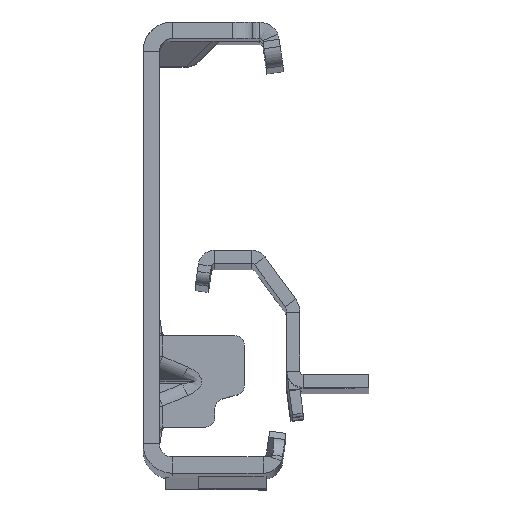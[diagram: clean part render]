
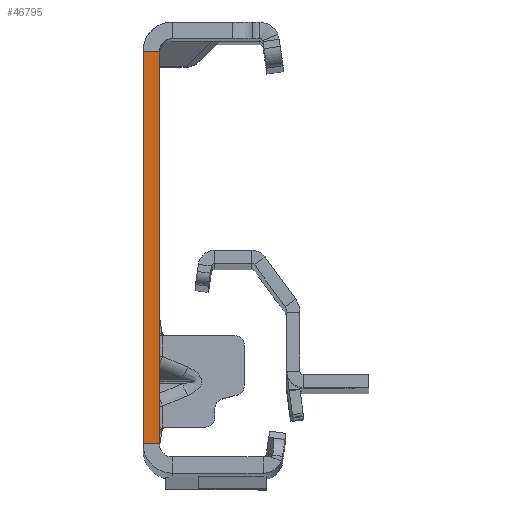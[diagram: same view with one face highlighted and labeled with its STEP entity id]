
A CAD part, top view. The second image highlights one B-rep face of the part: STEP entity #46795.
In plain terms, the highlighted planar face has unit normal (0, 0, 1).
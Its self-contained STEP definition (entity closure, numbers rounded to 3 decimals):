
#4188 = CARTESIAN_POINT ( 'NONE',  ( 0., 30., 0. ) ) ;
#8744 = CARTESIAN_POINT ( 'NONE',  ( -2.5, -32., 0. ) ) ;
#10338 = VECTOR ( 'NONE', #46589, 1000. ) ;
#11906 = EDGE_LOOP ( 'NONE', ( #26837, #43166, #45155, #12677 ) ) ;
#11965 = EDGE_CURVE ( 'NONE', #35368, #45656, #49488, .T. ) ;
#12677 = ORIENTED_EDGE ( 'NONE', *, *, #32564, .F. ) ;
#15173 = VECTOR ( 'NONE', #35488, 1000. ) ;
#17411 = DIRECTION ( 'NONE',  ( 0., -1., 0. ) ) ;
#18851 = VECTOR ( 'NONE', #17411, 1000. ) ;
#19925 = CARTESIAN_POINT ( 'NONE',  ( 0., -32., 0. ) ) ;
#20847 = DIRECTION ( 'NONE',  ( -1., 0., 0. ) ) ;
#23019 = FACE_OUTER_BOUND ( 'NONE', #11906, .T. ) ;
#23128 = EDGE_CURVE ( 'NONE', #45656, #27867, #36538, .T. ) ;
#23757 = LINE ( 'NONE', #19925, #15173 ) ;
#24165 = EDGE_CURVE ( 'NONE', #35368, #46687, #23757, .T. ) ;
#26491 = AXIS2_PLACEMENT_3D ( 'NONE', #45895, #49213, #30960 ) ;
#26837 = ORIENTED_EDGE ( 'NONE', *, *, #24165, .F. ) ;
#27867 = VERTEX_POINT ( 'NONE', #40771 ) ;
#30237 = CARTESIAN_POINT ( 'NONE',  ( 0., 30., 0. ) ) ;
#30960 = DIRECTION ( 'NONE',  ( 1., 0., 0. ) ) ;
#32014 = CARTESIAN_POINT ( 'NONE',  ( 0., -30., 0. ) ) ;
#32564 = EDGE_CURVE ( 'NONE', #46687, #27867, #40200, .T. ) ;
#33723 = VECTOR ( 'NONE', #20847, 1000. ) ;
#34032 = CARTESIAN_POINT ( 'NONE',  ( -2.5, 30., 0. ) ) ;
#35368 = VERTEX_POINT ( 'NONE', #4188 ) ;
#35488 = DIRECTION ( 'NONE',  ( 0., -1., 0. ) ) ;
#36538 = LINE ( 'NONE', #8744, #18851 ) ;
#39944 = CARTESIAN_POINT ( 'NONE',  ( 0., -30., 0. ) ) ;
#40200 = LINE ( 'NONE', #39944, #33723 ) ;
#40771 = CARTESIAN_POINT ( 'NONE',  ( -2.5, -30., 0. ) ) ;
#42329 = PLANE ( 'NONE',  #26491 ) ;
#43166 = ORIENTED_EDGE ( 'NONE', *, *, #11965, .T. ) ;
#45155 = ORIENTED_EDGE ( 'NONE', *, *, #23128, .T. ) ;
#45656 = VERTEX_POINT ( 'NONE', #34032 ) ;
#45895 = CARTESIAN_POINT ( 'NONE',  ( -2.5, -32., 0. ) ) ;
#46589 = DIRECTION ( 'NONE',  ( -1., 0., 0. ) ) ;
#46687 = VERTEX_POINT ( 'NONE', #32014 ) ;
#46795 = ADVANCED_FACE ( 'NONE', ( #23019 ), #42329, .T. ) ;
#49213 = DIRECTION ( 'NONE',  ( 0., 0., 1. ) ) ;
#49488 = LINE ( 'NONE', #30237, #10338 ) ;
